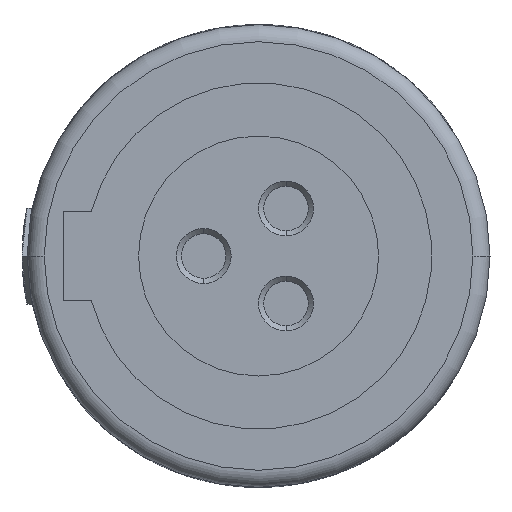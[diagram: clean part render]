
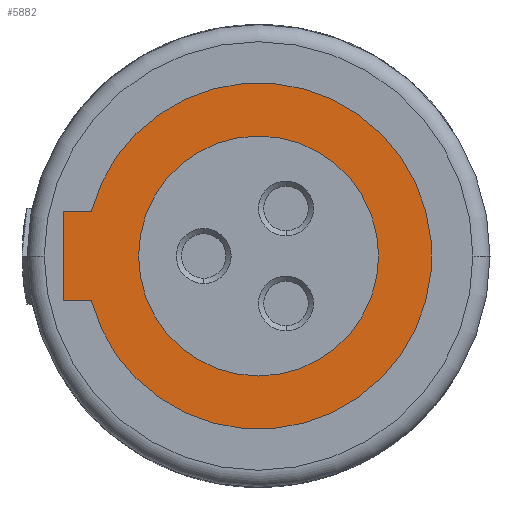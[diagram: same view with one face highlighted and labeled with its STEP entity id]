
A CAD part, left-side view. The second image highlights one B-rep face of the part: STEP entity #5882.
In plain terms, the highlighted planar face has unit normal (-1, 0, 0).
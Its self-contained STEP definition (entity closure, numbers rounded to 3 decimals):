
#2096=DIRECTION('',(0.,1.,0.));
#2097=VECTOR('',#2096,0.82);
#2098=CARTESIAN_POINT('',(0.,4.88,-1.3));
#2099=LINE('',#2098,#2097);
#2100=DIRECTION('',(0.,0.,1.));
#2101=VECTOR('',#2100,2.6);
#2102=CARTESIAN_POINT('',(0.,5.7,-1.3));
#2103=LINE('',#2102,#2101);
#2104=DIRECTION('',(0.,-1.,0.));
#2105=VECTOR('',#2104,0.82);
#2106=CARTESIAN_POINT('',(0.,5.7,1.3));
#2107=LINE('',#2106,#2105);
#2108=CARTESIAN_POINT('',(0.,0.,0.));
#2109=DIRECTION('',(1.,0.,0.));
#2110=DIRECTION('',(0.,0.,-1.));
#2111=AXIS2_PLACEMENT_3D('',#2108,#2109,#2110);
#2113=CARTESIAN_POINT('',(0.,0.,0.));
#2114=DIRECTION('',(1.,0.,0.));
#2115=DIRECTION('',(0.,0.,1.));
#2116=AXIS2_PLACEMENT_3D('',#2113,#2114,#2115);
#2127=CARTESIAN_POINT('',(0.,0.,0.));
#2128=DIRECTION('',(-1.,0.,0.));
#2129=DIRECTION('',(0.,0.966,-0.257));
#2130=AXIS2_PLACEMENT_3D('',#2127,#2128,#2129);
#2744=CARTESIAN_POINT('',(0.,0.,-3.5));
#2745=VERTEX_POINT('',#2744);
#2746=CARTESIAN_POINT('',(0.,0.,3.5));
#2747=VERTEX_POINT('',#2746);
#3112=CARTESIAN_POINT('',(0.,5.7,-1.3));
#3113=CARTESIAN_POINT('',(0.,5.7,1.3));
#3114=VERTEX_POINT('',#3112);
#3115=VERTEX_POINT('',#3113);
#3116=CARTESIAN_POINT('',(0.,4.88,-1.3));
#3117=VERTEX_POINT('',#3116);
#3118=CARTESIAN_POINT('',(0.,4.88,1.3));
#3119=VERTEX_POINT('',#3118);
#5862=CARTESIAN_POINT('',(0.,0.,0.));
#5863=DIRECTION('',(1.,0.,0.));
#5864=DIRECTION('',(0.,0.,-1.));
#5865=AXIS2_PLACEMENT_3D('',#5862,#5863,#5864);
#5866=PLANE('',#5865);
#5868=ORIENTED_EDGE('',*,*,#5867,.F.);
#5869=ORIENTED_EDGE('',*,*,#5845,.T.);
#5871=ORIENTED_EDGE('',*,*,#5870,.T.);
#5873=ORIENTED_EDGE('',*,*,#5872,.T.);
#5874=EDGE_LOOP('',(#5868,#5869,#5871,#5873));
#5875=FACE_OUTER_BOUND('',#5874,.F.);
#5877=ORIENTED_EDGE('',*,*,#5876,.F.);
#5879=ORIENTED_EDGE('',*,*,#5878,.F.);
#5880=EDGE_LOOP('',(#5877,#5879));
#5881=FACE_BOUND('',#5880,.F.);
#2112=CIRCLE('',#2111,3.5);
#2117=CIRCLE('',#2116,3.5);
#2131=CIRCLE('',#2130,5.05);
#5845=EDGE_CURVE('',#3117,#3114,#2099,.T.);
#5867=EDGE_CURVE('',#3117,#3119,#2131,.T.);
#5870=EDGE_CURVE('',#3114,#3115,#2103,.T.);
#5872=EDGE_CURVE('',#3115,#3119,#2107,.T.);
#5876=EDGE_CURVE('',#2745,#2747,#2112,.T.);
#5878=EDGE_CURVE('',#2747,#2745,#2117,.T.);
#5882=ADVANCED_FACE('',(#5875,#5881),#5866,.F.);
